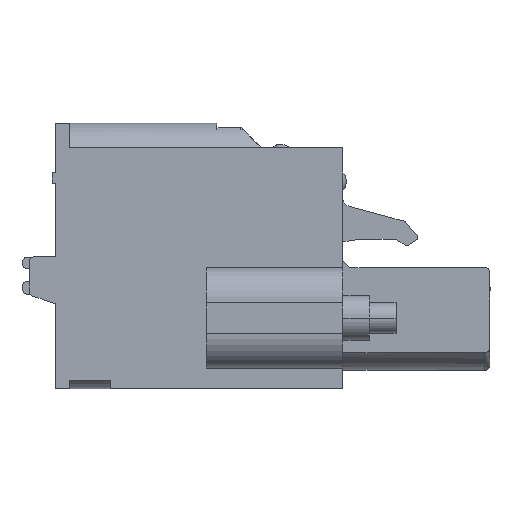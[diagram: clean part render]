
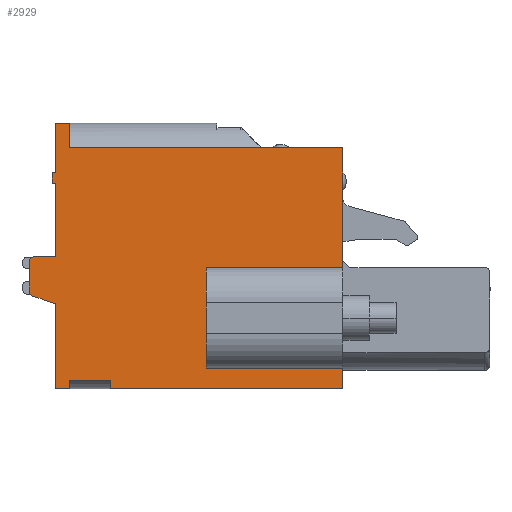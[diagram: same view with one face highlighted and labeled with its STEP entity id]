
A CAD part, left-side view. The second image highlights one B-rep face of the part: STEP entity #2929.
In plain terms, the highlighted planar face has unit normal (-1, 0, 0).
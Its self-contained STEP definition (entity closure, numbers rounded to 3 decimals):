
#2728=CARTESIAN_POINT('',(-7.93,0.,0.));
#2729=DIRECTION('',(0.,0.,-1.));
#2730=DIRECTION('',(-1.,-0.,-0.));
#2731=AXIS2_PLACEMENT_3D('',#2728,#2730,#2729);
#2732=PLANE('',#2731);
#2733=CARTESIAN_POINT('',(-7.93,7.7,2.85));
#2734=VERTEX_POINT('',#2733);
#2735=CARTESIAN_POINT('',(-7.93,0.,2.85));
#2736=VERTEX_POINT('',#2735);
#2737=CARTESIAN_POINT('',(-7.93,7.7,2.85));
#2738=DIRECTION('',(0.,-1.,0.));
#2739=VECTOR('',#2738,7.7);
#2740=LINE('',#2737,#2739);
#2741=EDGE_CURVE('',#2734,#2736,#2740,.T.);
#2742=ORIENTED_EDGE('',*,*,#2741,.T.);
#2743=CARTESIAN_POINT('',(-7.93,0.,9.6));
#2744=VERTEX_POINT('',#2743);
#2745=CARTESIAN_POINT('',(-7.93,0.,2.85));
#2746=DIRECTION('',(0.,0.,1.));
#2747=VECTOR('',#2746,6.75);
#2748=LINE('',#2745,#2747);
#2749=EDGE_CURVE('',#2736,#2744,#2748,.T.);
#2750=ORIENTED_EDGE('',*,*,#2749,.T.);
#2751=CARTESIAN_POINT('',(-7.93,15.4,9.6));
#2752=VERTEX_POINT('',#2751);
#2753=CARTESIAN_POINT('',(-7.93,0.,9.6));
#2754=DIRECTION('',(0.,1.,0.));
#2755=VECTOR('',#2754,15.4);
#2756=LINE('',#2753,#2755);
#2757=EDGE_CURVE('',#2744,#2752,#2756,.T.);
#2758=ORIENTED_EDGE('',*,*,#2757,.T.);
#2759=CARTESIAN_POINT('',(-7.93,15.4,11.));
#2760=VERTEX_POINT('',#2759);
#2761=CARTESIAN_POINT('',(-7.93,15.4,9.6));
#2762=DIRECTION('',(0.,0.,1.));
#2763=VECTOR('',#2762,1.4);
#2764=LINE('',#2761,#2763);
#2765=EDGE_CURVE('',#2752,#2760,#2764,.T.);
#2766=ORIENTED_EDGE('',*,*,#2765,.T.);
#2767=CARTESIAN_POINT('',(-7.93,16.2,11.));
#2768=VERTEX_POINT('',#2767);
#2769=CARTESIAN_POINT('',(-7.93,15.4,11.));
#2770=DIRECTION('',(0.,1.,0.));
#2771=VECTOR('',#2770,0.8);
#2772=LINE('',#2769,#2771);
#2773=EDGE_CURVE('',#2760,#2768,#2772,.T.);
#2774=ORIENTED_EDGE('',*,*,#2773,.T.);
#2775=CARTESIAN_POINT('',(-7.93,16.2,8.2));
#2776=VERTEX_POINT('',#2775);
#2777=CARTESIAN_POINT('',(-7.93,16.2,11.));
#2778=DIRECTION('',(0.,0.,-1.));
#2779=VECTOR('',#2778,2.8);
#2780=LINE('',#2777,#2779);
#2781=EDGE_CURVE('',#2768,#2776,#2780,.T.);
#2782=ORIENTED_EDGE('',*,*,#2781,.T.);
#2783=CARTESIAN_POINT('',(-7.93,16.4,8.2));
#2784=VERTEX_POINT('',#2783);
#2785=CARTESIAN_POINT('',(-7.93,16.2,8.2));
#2786=DIRECTION('',(0.,1.,0.));
#2787=VECTOR('',#2786,0.2);
#2788=LINE('',#2785,#2787);
#2789=EDGE_CURVE('',#2776,#2784,#2788,.T.);
#2790=ORIENTED_EDGE('',*,*,#2789,.T.);
#2791=CARTESIAN_POINT('',(-7.93,16.4,7.6));
#2792=VERTEX_POINT('',#2791);
#2793=CARTESIAN_POINT('',(-7.93,16.4,8.2));
#2794=DIRECTION('',(0.,0.,-1.));
#2795=VECTOR('',#2794,0.6);
#2796=LINE('',#2793,#2795);
#2797=EDGE_CURVE('',#2784,#2792,#2796,.T.);
#2798=ORIENTED_EDGE('',*,*,#2797,.T.);
#2799=CARTESIAN_POINT('',(-7.93,16.2,7.6));
#2800=VERTEX_POINT('',#2799);
#2801=CARTESIAN_POINT('',(-7.93,16.4,7.6));
#2802=DIRECTION('',(0.,-1.,0.));
#2803=VECTOR('',#2802,0.2);
#2804=LINE('',#2801,#2803);
#2805=EDGE_CURVE('',#2792,#2800,#2804,.T.);
#2806=ORIENTED_EDGE('',*,*,#2805,.T.);
#2807=CARTESIAN_POINT('',(-7.93,16.2,3.45));
#2808=VERTEX_POINT('',#2807);
#2809=CARTESIAN_POINT('',(-7.93,16.2,7.6));
#2810=DIRECTION('',(0.,0.,-1.));
#2811=VECTOR('',#2810,4.15);
#2812=LINE('',#2809,#2811);
#2813=EDGE_CURVE('',#2800,#2808,#2812,.T.);
#2814=ORIENTED_EDGE('',*,*,#2813,.T.);
#2815=CARTESIAN_POINT('',(-7.93,17.4,3.45));
#2816=VERTEX_POINT('',#2815);
#2817=CARTESIAN_POINT('',(-7.93,16.2,3.45));
#2818=DIRECTION('',(0.,1.,0.));
#2819=VECTOR('',#2818,1.2);
#2820=LINE('',#2817,#2819);
#2821=EDGE_CURVE('',#2808,#2816,#2820,.T.);
#2822=ORIENTED_EDGE('',*,*,#2821,.T.);
#2823=CARTESIAN_POINT('',(-7.93,17.7,3.15));
#2824=VERTEX_POINT('',#2823);
#2825=CARTESIAN_POINT('',(-7.93,17.4,3.15));
#2826=DIRECTION('',(0.,0.,1.));
#2827=DIRECTION('',(-1.,0.,0.));
#2828=AXIS2_PLACEMENT_3D('',#2825,#2827,#2826);
#2829=CIRCLE('',#2828,0.3);
#2830=EDGE_CURVE('',#2816,#2824,#2829,.T.);
#2831=ORIENTED_EDGE('',*,*,#2830,.T.);
#2832=CARTESIAN_POINT('',(-7.93,17.7,1.516));
#2833=VERTEX_POINT('',#2832);
#2834=CARTESIAN_POINT('',(-7.93,17.7,3.15));
#2835=DIRECTION('',(0.,0.,-1.));
#2836=VECTOR('',#2835,1.634);
#2837=LINE('',#2834,#2836);
#2838=EDGE_CURVE('',#2824,#2833,#2837,.T.);
#2839=ORIENTED_EDGE('',*,*,#2838,.T.);
#2840=CARTESIAN_POINT('',(-7.93,17.495,1.232));
#2841=VERTEX_POINT('',#2840);
#2842=CARTESIAN_POINT('',(-7.93,17.4,1.516));
#2843=DIRECTION('',(0.,1.,0.));
#2844=DIRECTION('',(-1.,0.,0.));
#2845=AXIS2_PLACEMENT_3D('',#2842,#2844,#2843);
#2846=CIRCLE('',#2845,0.3);
#2847=EDGE_CURVE('',#2833,#2841,#2846,.T.);
#2848=ORIENTED_EDGE('',*,*,#2847,.T.);
#2849=CARTESIAN_POINT('',(-7.93,16.2,0.8));
#2850=VERTEX_POINT('',#2849);
#2851=CARTESIAN_POINT('',(-7.93,17.495,1.232));
#2852=DIRECTION('',(0.,-0.949,-0.316));
#2853=VECTOR('',#2852,1.365);
#2854=LINE('',#2851,#2853);
#2855=EDGE_CURVE('',#2841,#2850,#2854,.T.);
#2856=ORIENTED_EDGE('',*,*,#2855,.T.);
#2857=CARTESIAN_POINT('',(-7.93,16.2,-4.));
#2858=VERTEX_POINT('',#2857);
#2859=CARTESIAN_POINT('',(-7.93,16.2,0.8));
#2860=DIRECTION('',(0.,0.,-1.));
#2861=VECTOR('',#2860,4.8);
#2862=LINE('',#2859,#2861);
#2863=EDGE_CURVE('',#2850,#2858,#2862,.T.);
#2864=ORIENTED_EDGE('',*,*,#2863,.T.);
#2865=CARTESIAN_POINT('',(-7.93,15.4,-4.));
#2866=VERTEX_POINT('',#2865);
#2867=CARTESIAN_POINT('',(-7.93,16.2,-4.));
#2868=DIRECTION('',(0.,-1.,0.));
#2869=VECTOR('',#2868,0.8);
#2870=LINE('',#2867,#2869);
#2871=EDGE_CURVE('',#2858,#2866,#2870,.T.);
#2872=ORIENTED_EDGE('',*,*,#2871,.T.);
#2873=CARTESIAN_POINT('',(-7.93,15.4,-3.5));
#2874=VERTEX_POINT('',#2873);
#2875=CARTESIAN_POINT('',(-7.93,15.4,-4.));
#2876=DIRECTION('',(0.,0.,1.));
#2877=VECTOR('',#2876,0.5);
#2878=LINE('',#2875,#2877);
#2879=EDGE_CURVE('',#2866,#2874,#2878,.T.);
#2880=ORIENTED_EDGE('',*,*,#2879,.T.);
#2881=CARTESIAN_POINT('',(-7.93,13.1,-3.5));
#2882=VERTEX_POINT('',#2881);
#2883=CARTESIAN_POINT('',(-7.93,15.4,-3.5));
#2884=DIRECTION('',(0.,-1.,0.));
#2885=VECTOR('',#2884,2.3);
#2886=LINE('',#2883,#2885);
#2887=EDGE_CURVE('',#2874,#2882,#2886,.T.);
#2888=ORIENTED_EDGE('',*,*,#2887,.T.);
#2889=CARTESIAN_POINT('',(-7.93,13.1,-4.));
#2890=VERTEX_POINT('',#2889);
#2891=CARTESIAN_POINT('',(-7.93,13.1,-3.5));
#2892=DIRECTION('',(0.,0.,-1.));
#2893=VECTOR('',#2892,0.5);
#2894=LINE('',#2891,#2893);
#2895=EDGE_CURVE('',#2882,#2890,#2894,.T.);
#2896=ORIENTED_EDGE('',*,*,#2895,.T.);
#2897=CARTESIAN_POINT('',(-7.93,0.,-4.));
#2898=VERTEX_POINT('',#2897);
#2899=CARTESIAN_POINT('',(-7.93,13.1,-4.));
#2900=DIRECTION('',(0.,-1.,0.));
#2901=VECTOR('',#2900,13.1);
#2902=LINE('',#2899,#2901);
#2903=EDGE_CURVE('',#2890,#2898,#2902,.T.);
#2904=ORIENTED_EDGE('',*,*,#2903,.T.);
#2905=CARTESIAN_POINT('',(-7.93,0.,-2.85));
#2906=VERTEX_POINT('',#2905);
#2907=CARTESIAN_POINT('',(-7.93,0.,-4.));
#2908=DIRECTION('',(0.,0.,1.));
#2909=VECTOR('',#2908,1.15);
#2910=LINE('',#2907,#2909);
#2911=EDGE_CURVE('',#2898,#2906,#2910,.T.);
#2912=ORIENTED_EDGE('',*,*,#2911,.T.);
#2913=CARTESIAN_POINT('',(-7.93,7.7,-2.85));
#2914=VERTEX_POINT('',#2913);
#2915=CARTESIAN_POINT('',(-7.93,0.,-2.85));
#2916=DIRECTION('',(0.,1.,0.));
#2917=VECTOR('',#2916,7.7);
#2918=LINE('',#2915,#2917);
#2919=EDGE_CURVE('',#2906,#2914,#2918,.T.);
#2920=ORIENTED_EDGE('',*,*,#2919,.T.);
#2921=CARTESIAN_POINT('',(-7.93,7.7,-2.85));
#2922=DIRECTION('',(0.,0.,1.));
#2923=VECTOR('',#2922,5.7);
#2924=LINE('',#2921,#2923);
#2925=EDGE_CURVE('',#2914,#2734,#2924,.T.);
#2926=ORIENTED_EDGE('',*,*,#2925,.T.);
#2927=EDGE_LOOP('',(#2742,#2750,#2758,#2766,#2774,#2782,#2790,#2798,#2806,#2814,#2822,#2831,#2839,#2848,#2856,#2864,#2872,#2880,#2888,#2896,#2904,#2912,#2920,#2926));
#2928=FACE_OUTER_BOUND('',#2927,.T.);
#2929=ADVANCED_FACE('',(#2928),#2732,.T.);
